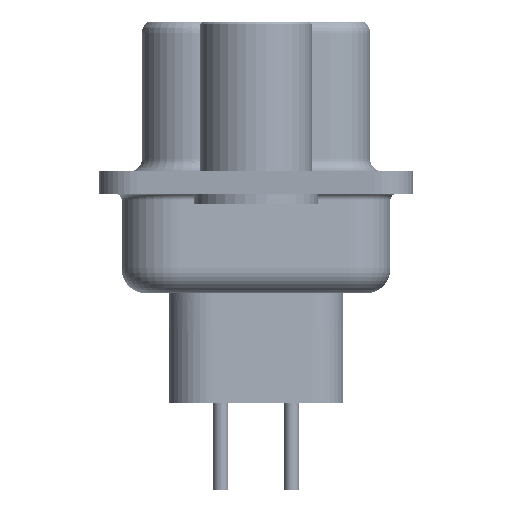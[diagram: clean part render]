
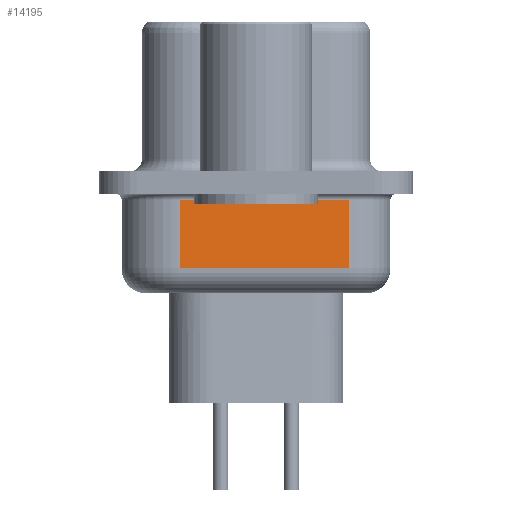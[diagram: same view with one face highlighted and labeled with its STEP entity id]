
A CAD part, left-side view. The second image highlights one B-rep face of the part: STEP entity #14195.
In plain terms, the highlighted planar face has unit normal (-0.985, -0.174, 0).
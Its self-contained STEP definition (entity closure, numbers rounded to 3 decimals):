
#794 = CARTESIAN_POINT ( 'NONE',  ( 2.88, 3.053, -4.45 ) ) ;
#1140 = EDGE_CURVE ( 'NONE', #3606, #4548, #18871, .T. ) ;
#1972 = VECTOR ( 'NONE', #14164, 1000. ) ;
#2876 = ORIENTED_EDGE ( 'NONE', *, *, #14361, .T. ) ;
#3606 = VERTEX_POINT ( 'NONE', #10477 ) ;
#4054 = EDGE_LOOP ( 'NONE', ( #32857, #23701, #2876, #20097 ) ) ;
#4317 = VECTOR ( 'NONE', #11088, 1000. ) ;
#4548 = VERTEX_POINT ( 'NONE', #31724 ) ;
#4866 = VECTOR ( 'NONE', #8728, 1000. ) ;
#8446 = LINE ( 'NONE', #26804, #1972 ) ;
#8728 = DIRECTION ( 'NONE',  ( 0., 0., 1. ) ) ;
#9296 = PLANE ( 'NONE',  #26947 ) ;
#10477 = CARTESIAN_POINT ( 'NONE',  ( 4.079, -3.747, -0.7 ) ) ;
#10597 = VERTEX_POINT ( 'NONE', #18707 ) ;
#11088 = DIRECTION ( 'NONE',  ( -0.174, 0.985, 0. ) ) ;
#12159 = DIRECTION ( 'NONE',  ( 0.985, 0.174, 0. ) ) ;
#13814 = EDGE_CURVE ( 'NONE', #14800, #4548, #13947, .T. ) ;
#13947 = LINE ( 'NONE', #794, #4866 ) ;
#14164 = DIRECTION ( 'NONE',  ( 0.174, -0.985, 0. ) ) ;
#14195 = ADVANCED_FACE ( 'NONE', ( #22458 ), #9296, .F. ) ;
#14361 = EDGE_CURVE ( 'NONE', #10597, #3606, #15549, .T. ) ;
#14626 = VECTOR ( 'NONE', #28328, 1000. ) ;
#14800 = VERTEX_POINT ( 'NONE', #27957 ) ;
#15549 = LINE ( 'NONE', #30527, #14626 ) ;
#18382 = CARTESIAN_POINT ( 'NONE',  ( 2.88, 3.053, -0.7 ) ) ;
#18707 = CARTESIAN_POINT ( 'NONE',  ( 4.079, -3.747, -3.45 ) ) ;
#18871 = LINE ( 'NONE', #18382, #4317 ) ;
#20097 = ORIENTED_EDGE ( 'NONE', *, *, #1140, .T. ) ;
#20837 = EDGE_CURVE ( 'NONE', #14800, #10597, #8446, .T. ) ;
#22458 = FACE_OUTER_BOUND ( 'NONE', #4054, .T. ) ;
#23701 = ORIENTED_EDGE ( 'NONE', *, *, #20837, .T. ) ;
#26804 = CARTESIAN_POINT ( 'NONE',  ( 2.88, 3.053, -3.45 ) ) ;
#26947 = AXIS2_PLACEMENT_3D ( 'NONE', #29843, #12159, #27501 ) ;
#27501 = DIRECTION ( 'NONE',  ( -0.174, 0.985, 0. ) ) ;
#27957 = CARTESIAN_POINT ( 'NONE',  ( 2.88, 3.053, -3.45 ) ) ;
#28328 = DIRECTION ( 'NONE',  ( 0., 0., 1. ) ) ;
#29843 = CARTESIAN_POINT ( 'NONE',  ( 2.88, 3.053, -4.45 ) ) ;
#30527 = CARTESIAN_POINT ( 'NONE',  ( 4.079, -3.747, -4.45 ) ) ;
#31724 = CARTESIAN_POINT ( 'NONE',  ( 2.88, 3.053, -0.7 ) ) ;
#32857 = ORIENTED_EDGE ( 'NONE', *, *, #13814, .F. ) ;
